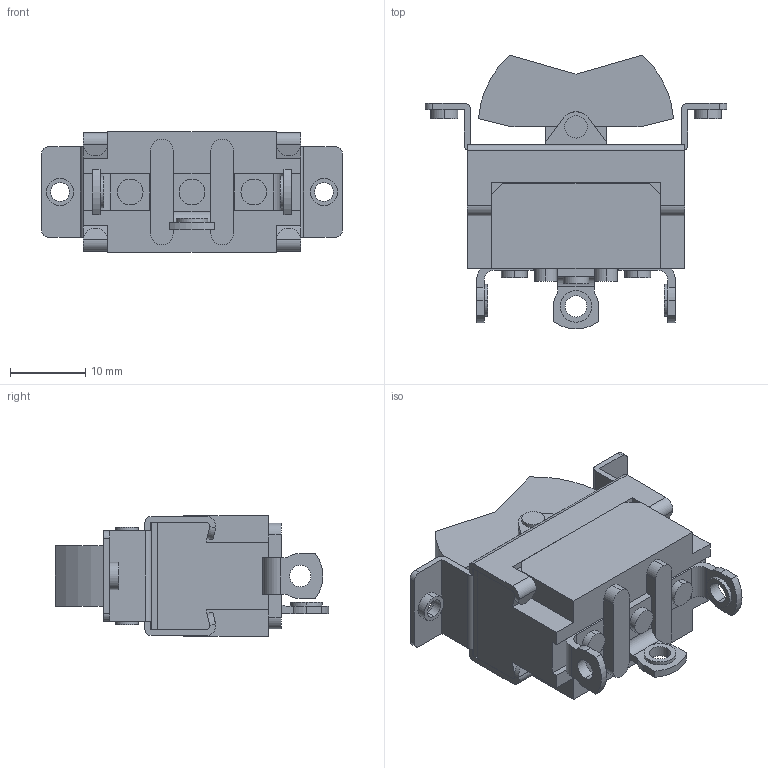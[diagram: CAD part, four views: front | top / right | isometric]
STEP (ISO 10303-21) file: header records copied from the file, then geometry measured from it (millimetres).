
FILE_DESCRIPTION (( 'STEP AP203' ), '1' );
FILE_NAME ('ALE02.STEP', '2020-03-04T04:37:24', ( '' ), ( '' ), 'SwSTEP 2.0', 'SolidWorks 2018', '' );
FILE_SCHEMA (( 'CONFIG_CONTROL_DESIGN' ));
Length unit declared in the file: millimetre
Products named in the file (5): 働乕僗 扨嬌 (A僔儕乕僘); 上組 ロッカー(単極) (Aシリーズ); 壓慻 扨嬌 2抂巕 (A僔儕乕僘); ALE02; 2端子 (Aシリーズ)
Assembly tree (6 placements, depth 3):
  ALE02
    上組 ロッカー(単極) (Aシリーズ)
    壓慻 扨嬌 2抂巕 (A僔儕乕僘)
      働乕僗 扨嬌 (A僔儕乕僘)
      2端子 (Aシリーズ)  x3
Bounding box: 40 x 36.32 x 16 mm (x, y, z)
Volume: 9369.8 mm3; surface area: 6285.3 mm2
Topology: 5 solids, 5 shells, 292 faces, 772 edges, 509 vertices
Faces by surface type: plane 177, cylinder 108, torus 7
Entity records: 8204 total; most frequent: CARTESIAN_POINT 1390, DIRECTION 1314, ORIENTED_EDGE 1304, EDGE_CURVE 652, LINE 456, VECTOR 456, AXIS2_PLACEMENT_3D 429, VERTEX_POINT 429
